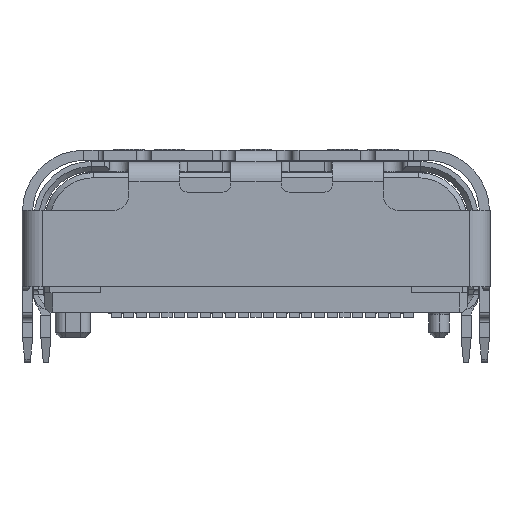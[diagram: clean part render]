
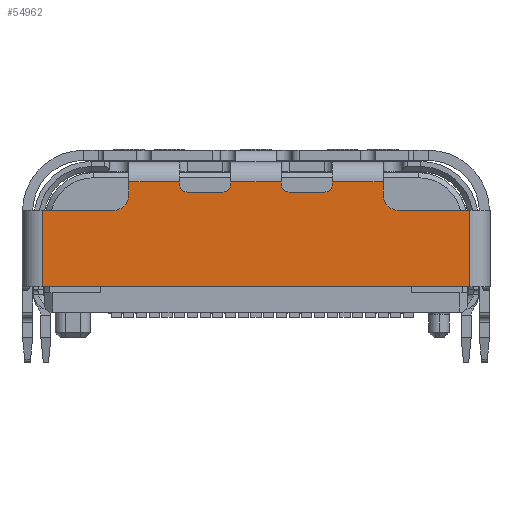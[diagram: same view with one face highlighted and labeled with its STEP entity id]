
A CAD part, left-side view. The second image highlights one B-rep face of the part: STEP entity #54962.
In plain terms, the highlighted planar face has unit normal (-1, 0, 0).
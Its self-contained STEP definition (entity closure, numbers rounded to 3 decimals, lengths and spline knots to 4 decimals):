
#12086=DIRECTION('',(0.,1.,0.));
#12087=VECTOR('',#12086,1.);
#12088=CARTESIAN_POINT('',(-10.45,1.5,1.08));
#12089=LINE('',#12088,#12087);
#12166=DIRECTION('',(0.,1.,0.));
#12167=VECTOR('',#12166,1.);
#12168=CARTESIAN_POINT('',(-10.45,-0.5,1.08));
#12169=LINE('',#12168,#12167);
#12250=DIRECTION('',(0.,1.,0.));
#12251=VECTOR('',#12250,1.);
#12252=CARTESIAN_POINT('',(-10.45,-2.5,1.08));
#12253=LINE('',#12252,#12251);
#12454=DIRECTION('',(0.,-1.,0.));
#12455=VECTOR('',#12454,8.4);
#12456=CARTESIAN_POINT('',(-10.45,4.2,-0.98));
#12457=LINE('',#12456,#12455);
#12458=DIRECTION('',(0.,0.,1.));
#12459=VECTOR('',#12458,1.5);
#12460=CARTESIAN_POINT('',(-10.45,-4.2,-0.98));
#12461=LINE('',#12460,#12459);
#12466=CARTESIAN_POINT('',(-10.45,-1.35,1.03));
#12467=DIRECTION('',(-1.,0.,0.));
#12468=DIRECTION('',(0.,0.,-1.));
#12469=AXIS2_PLACEMENT_3D('',#12466,#12467,#12468);
#12471=DIRECTION('',(0.,0.,1.));
#12472=VECTOR('',#12471,0.05);
#12473=CARTESIAN_POINT('',(-10.45,-1.5,1.03));
#12474=LINE('',#12473,#12472);
#12475=CARTESIAN_POINT('',(-10.45,-2.8,0.82));
#12476=DIRECTION('',(-1.,0.,0.));
#12477=DIRECTION('',(0.,1.,0.));
#12478=AXIS2_PLACEMENT_3D('',#12475,#12476,#12477);
#12480=CARTESIAN_POINT('',(-10.45,2.8,0.82));
#12481=DIRECTION('',(-1.,0.,0.));
#12482=DIRECTION('',(0.,0.,-1.));
#12483=AXIS2_PLACEMENT_3D('',#12480,#12481,#12482);
#12485=CARTESIAN_POINT('',(-10.45,1.35,1.03));
#12486=DIRECTION('',(-1.,0.,0.));
#12487=DIRECTION('',(0.,1.,0.));
#12488=AXIS2_PLACEMENT_3D('',#12485,#12486,#12487);
#12490=CARTESIAN_POINT('',(-10.45,0.65,1.03));
#12491=DIRECTION('',(-1.,0.,0.));
#12492=DIRECTION('',(0.,0.,-1.));
#12493=AXIS2_PLACEMENT_3D('',#12490,#12491,#12492);
#12495=CARTESIAN_POINT('',(-10.45,-0.65,1.03));
#12496=DIRECTION('',(-1.,0.,0.));
#12497=DIRECTION('',(0.,1.,0.));
#12498=AXIS2_PLACEMENT_3D('',#12495,#12496,#12497);
#12500=DIRECTION('',(0.,1.,0.));
#12501=VECTOR('',#12500,0.7);
#12502=CARTESIAN_POINT('',(-10.45,-1.35,0.88));
#12503=LINE('',#12502,#12501);
#12512=DIRECTION('',(0.,0.,1.));
#12513=VECTOR('',#12512,0.05);
#12514=CARTESIAN_POINT('',(-10.45,-0.5,1.03));
#12515=LINE('',#12514,#12513);
#12528=DIRECTION('',(0.,0.,1.));
#12529=VECTOR('',#12528,0.26);
#12530=CARTESIAN_POINT('',(-10.45,-2.5,0.82));
#12531=LINE('',#12530,#12529);
#12544=DIRECTION('',(0.,1.,0.));
#12545=VECTOR('',#12544,1.4);
#12546=CARTESIAN_POINT('',(-10.45,-4.2,0.52));
#12547=LINE('',#12546,#12545);
#12734=DIRECTION('',(0.,0.,-1.));
#12735=VECTOR('',#12734,1.5);
#12736=CARTESIAN_POINT('',(-10.45,4.2,0.52));
#12737=LINE('',#12736,#12735);
#12856=DIRECTION('',(0.,1.,0.));
#12857=VECTOR('',#12856,1.4);
#12858=CARTESIAN_POINT('',(-10.45,2.8,0.52));
#12859=LINE('',#12858,#12857);
#12868=DIRECTION('',(0.,0.,-1.));
#12869=VECTOR('',#12868,0.26);
#12870=CARTESIAN_POINT('',(-10.45,2.5,1.08));
#12871=LINE('',#12870,#12869);
#12940=DIRECTION('',(0.,0.,1.));
#12941=VECTOR('',#12940,0.05);
#12942=CARTESIAN_POINT('',(-10.45,1.5,1.03));
#12943=LINE('',#12942,#12941);
#12952=DIRECTION('',(0.,1.,0.));
#12953=VECTOR('',#12952,0.7);
#12954=CARTESIAN_POINT('',(-10.45,0.65,0.88));
#12955=LINE('',#12954,#12953);
#12964=DIRECTION('',(0.,0.,-1.));
#12965=VECTOR('',#12964,0.05);
#12966=CARTESIAN_POINT('',(-10.45,0.5,1.08));
#12967=LINE('',#12966,#12965);
#31044=CARTESIAN_POINT('',(-10.45,-2.5,1.08));
#31045=VERTEX_POINT('',#31044);
#31048=CARTESIAN_POINT('',(-10.45,-1.5,1.08));
#31049=VERTEX_POINT('',#31048);
#31052=CARTESIAN_POINT('',(-10.45,-1.5,1.03));
#31053=VERTEX_POINT('',#31052);
#31056=CARTESIAN_POINT('',(-10.45,-1.35,0.88));
#31057=CARTESIAN_POINT('',(-10.45,-0.65,0.88));
#31058=VERTEX_POINT('',#31056);
#31059=VERTEX_POINT('',#31057);
#31060=CARTESIAN_POINT('',(-10.45,-2.5,0.82));
#31061=VERTEX_POINT('',#31060);
#31062=CARTESIAN_POINT('',(-10.45,-2.8,0.52));
#31063=VERTEX_POINT('',#31062);
#31064=CARTESIAN_POINT('',(-10.45,-4.2,0.52));
#31065=VERTEX_POINT('',#31064);
#31066=CARTESIAN_POINT('',(-10.45,-4.2,-0.98));
#31067=VERTEX_POINT('',#31066);
#31068=CARTESIAN_POINT('',(-10.45,4.2,-0.98));
#31069=VERTEX_POINT('',#31068);
#31070=CARTESIAN_POINT('',(-10.45,4.2,0.52));
#31071=VERTEX_POINT('',#31070);
#31072=CARTESIAN_POINT('',(-10.45,2.8,0.52));
#31073=VERTEX_POINT('',#31072);
#31074=CARTESIAN_POINT('',(-10.45,2.5,0.82));
#31075=VERTEX_POINT('',#31074);
#31076=CARTESIAN_POINT('',(-10.45,2.5,1.08));
#31077=VERTEX_POINT('',#31076);
#31078=CARTESIAN_POINT('',(-10.45,1.5,1.08));
#31079=VERTEX_POINT('',#31078);
#31080=CARTESIAN_POINT('',(-10.45,1.5,1.03));
#31081=VERTEX_POINT('',#31080);
#31082=CARTESIAN_POINT('',(-10.45,1.35,0.88));
#31083=VERTEX_POINT('',#31082);
#31084=CARTESIAN_POINT('',(-10.45,0.65,0.88));
#31085=VERTEX_POINT('',#31084);
#31086=CARTESIAN_POINT('',(-10.45,0.5,1.03));
#31087=VERTEX_POINT('',#31086);
#31088=CARTESIAN_POINT('',(-10.45,0.5,1.08));
#31089=VERTEX_POINT('',#31088);
#31090=CARTESIAN_POINT('',(-10.45,-0.5,1.08));
#31091=VERTEX_POINT('',#31090);
#31092=CARTESIAN_POINT('',(-10.45,-0.5,1.03));
#31093=VERTEX_POINT('',#31092);
#54916=CARTESIAN_POINT('',(-10.45,0.,0.05));
#54917=DIRECTION('',(1.,0.,0.));
#54918=DIRECTION('',(0.,0.,-1.));
#54919=AXIS2_PLACEMENT_3D('',#54916,#54917,#54918);
#54920=PLANE('',#54919);
#54922=ORIENTED_EDGE('',*,*,#54921,.F.);
#54924=ORIENTED_EDGE('',*,*,#54923,.T.);
#54926=ORIENTED_EDGE('',*,*,#54925,.T.);
#54927=ORIENTED_EDGE('',*,*,#54637,.F.);
#54929=ORIENTED_EDGE('',*,*,#54928,.F.);
#54931=ORIENTED_EDGE('',*,*,#54930,.T.);
#54933=ORIENTED_EDGE('',*,*,#54932,.F.);
#54934=ORIENTED_EDGE('',*,*,#54900,.F.);
#54935=ORIENTED_EDGE('',*,*,#54882,.F.);
#54937=ORIENTED_EDGE('',*,*,#54936,.F.);
#54939=ORIENTED_EDGE('',*,*,#54938,.F.);
#54941=ORIENTED_EDGE('',*,*,#54940,.T.);
#54943=ORIENTED_EDGE('',*,*,#54942,.F.);
#54944=ORIENTED_EDGE('',*,*,#54305,.F.);
#54946=ORIENTED_EDGE('',*,*,#54945,.F.);
#54948=ORIENTED_EDGE('',*,*,#54947,.T.);
#54950=ORIENTED_EDGE('',*,*,#54949,.F.);
#54952=ORIENTED_EDGE('',*,*,#54951,.T.);
#54954=ORIENTED_EDGE('',*,*,#54953,.F.);
#54955=ORIENTED_EDGE('',*,*,#54470,.F.);
#54957=ORIENTED_EDGE('',*,*,#54956,.F.);
#54959=ORIENTED_EDGE('',*,*,#54958,.T.);
#54960=EDGE_LOOP('',(#54922,#54924,#54926,#54927,#54929,#54931,#54933,#54934,
#54935,#54937,#54939,#54941,#54943,#54944,#54946,#54948,#54950,#54952,#54954,
#54955,#54957,#54959));
#54961=FACE_OUTER_BOUND('',#54960,.F.);
#54962=ADVANCED_FACE('',(#54961),#54920,.F.);
#12470=CIRCLE('',#12469,0.15);
#12479=CIRCLE('',#12478,0.3);
#12484=CIRCLE('',#12483,0.3);
#12489=CIRCLE('',#12488,0.15);
#12494=CIRCLE('',#12493,0.15);
#12499=CIRCLE('',#12498,0.15);
#54305=EDGE_CURVE('',#31079,#31077,#12089,.T.);
#54470=EDGE_CURVE('',#31091,#31089,#12169,.T.);
#54637=EDGE_CURVE('',#31045,#31049,#12253,.T.);
#54882=EDGE_CURVE('',#31069,#31067,#12457,.T.);
#54900=EDGE_CURVE('',#31067,#31065,#12461,.T.);
#54921=EDGE_CURVE('',#31058,#31059,#12503,.T.);
#54923=EDGE_CURVE('',#31058,#31053,#12470,.T.);
#54925=EDGE_CURVE('',#31053,#31049,#12474,.T.);
#54928=EDGE_CURVE('',#31061,#31045,#12531,.T.);
#54930=EDGE_CURVE('',#31061,#31063,#12479,.T.);
#54932=EDGE_CURVE('',#31065,#31063,#12547,.T.);
#54936=EDGE_CURVE('',#31071,#31069,#12737,.T.);
#54938=EDGE_CURVE('',#31073,#31071,#12859,.T.);
#54940=EDGE_CURVE('',#31073,#31075,#12484,.T.);
#54942=EDGE_CURVE('',#31077,#31075,#12871,.T.);
#54945=EDGE_CURVE('',#31081,#31079,#12943,.T.);
#54947=EDGE_CURVE('',#31081,#31083,#12489,.T.);
#54949=EDGE_CURVE('',#31085,#31083,#12955,.T.);
#54951=EDGE_CURVE('',#31085,#31087,#12494,.T.);
#54953=EDGE_CURVE('',#31089,#31087,#12967,.T.);
#54956=EDGE_CURVE('',#31093,#31091,#12515,.T.);
#54958=EDGE_CURVE('',#31093,#31059,#12499,.T.);
